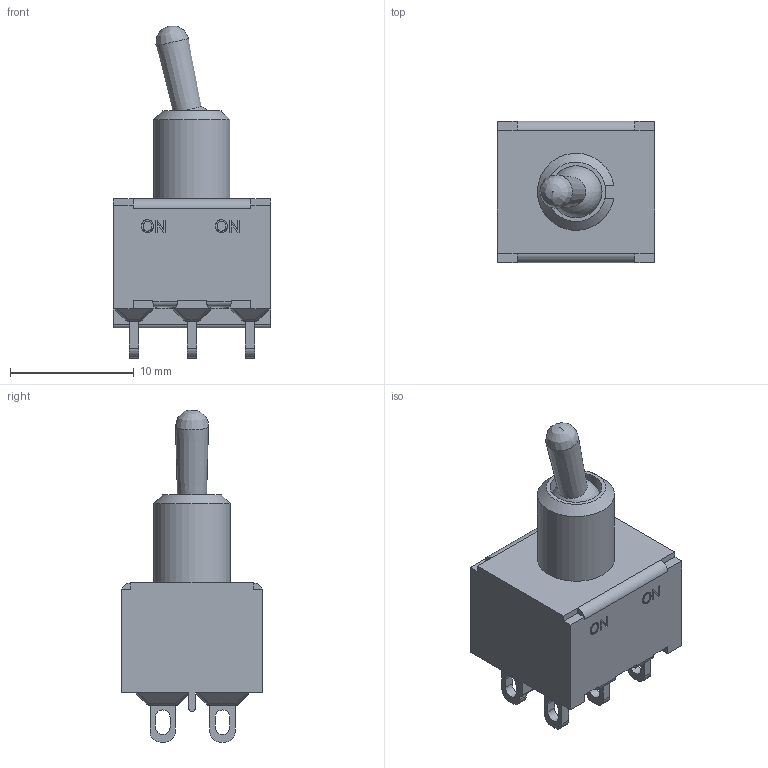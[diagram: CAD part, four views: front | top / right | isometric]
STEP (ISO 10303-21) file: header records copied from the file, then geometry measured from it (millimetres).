
FILE_DESCRIPTION((' '),'2;1');
FILE_NAME('100DPxT2B3M1xE.stp','2017-08-03T13:34:09',(' '),(' '),' ','ACIS',' ');
FILE_SCHEMA(('CONFIG_CONTROL_DESIGN'));
Length unit declared in the file: inch
Products named in the file (1): 100DPxT2B3M1xE.stp
Bounding box: 12.7 x 11.43 x 26.81 mm (x, y, z)
Volume: 885.5 mm3; surface area: 1845.4 mm2
Topology: 2 solids, 3 shells, 400 faces, 1017 edges, 644 vertices
Faces by surface type: plane 271, cylinder 85, sphere 25, bspline 17, cone 2
Full cylindrical faces by diameter (mm): 4.2 x1
Entity records: 12101 total; most frequent: CARTESIAN_POINT 2344, ORIENTED_EDGE 2020, DIRECTION 1934, EDGE_CURVE 1010, VECTOR 782, LINE 782, VERTEX_POINT 641, AXIS2_PLACEMENT_3D 576
